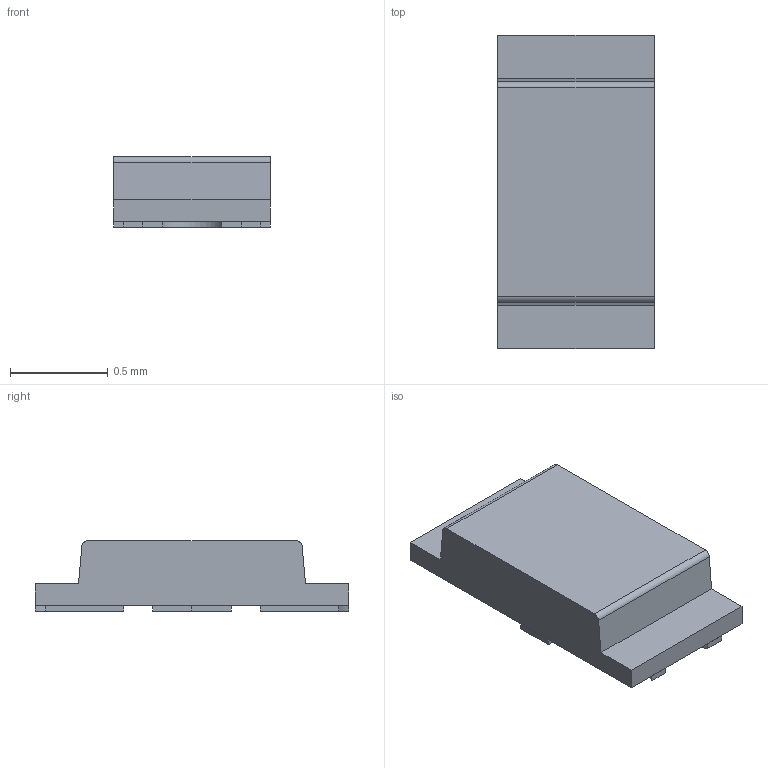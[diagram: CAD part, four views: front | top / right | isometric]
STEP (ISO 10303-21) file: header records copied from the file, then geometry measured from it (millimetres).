
FILE_DESCRIPTION (( 'STEP AP214' ), '1' );
FILE_NAME ('KS EELP41.22-P1R2-58-A8J8-020-R18.STEP', '2025-05-02T15:07:20', ( '' ), ( '' ), 'SwSTEP 2.0', 'SolidWorks 2024', '' );
FILE_SCHEMA (( 'AUTOMOTIVE_DESIGN' ));
Length unit declared in the file: millimetre
Products named in the file (1): KS EELP41.22-P1R2-58-A8J8-020-R18
Bounding box: 0.8 x 1.6 x 0.36 mm (x, y, z)
Volume: 0.4 mm3; surface area: 5.6 mm2
Topology: 4 solids, 4 shells, 46 faces, 114 edges, 76 vertices
Faces by surface type: plane 38, cylinder 8
Entity records: 1778 total; most frequent: CARTESIAN_POINT 237, ORIENTED_EDGE 228, DIRECTION 224, EDGE_CURVE 114, LINE 98, VECTOR 98, VERTEX_POINT 76, AXIS2_PLACEMENT_3D 63
